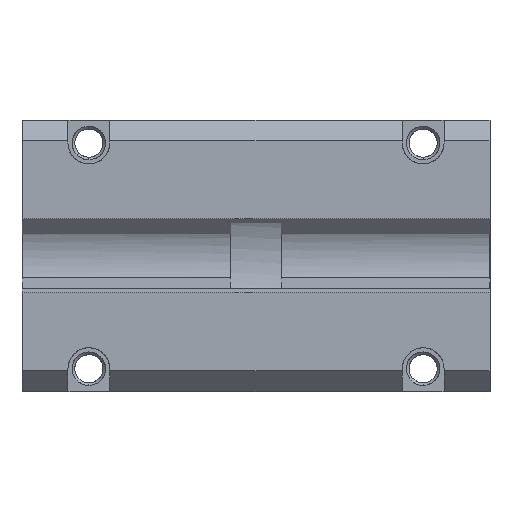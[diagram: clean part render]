
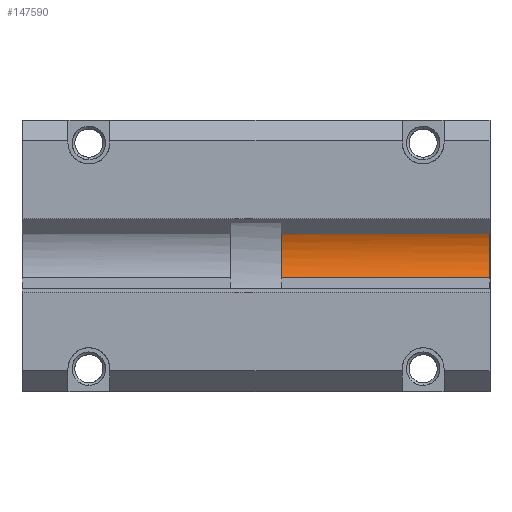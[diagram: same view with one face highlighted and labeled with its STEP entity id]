
A CAD part, top view. The second image highlights one B-rep face of the part: STEP entity #147590.
In plain terms, the highlighted free-form (B-spline) face has degree [3, 1] with [4, 2] control points.
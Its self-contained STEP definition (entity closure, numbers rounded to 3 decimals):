
#147160 = CARTESIAN_POINT ('', (123.999, 40., 50.));
#147170 = VERTEX_POINT ('', #147160);
#147180 = CARTESIAN_POINT ('', (223.999, 40., 50.));
#147190 = VERTEX_POINT ('', #147180);
#147200 = CARTESIAN_POINT ('', (123.999, 40., 50.));
#147210 = CARTESIAN_POINT ('', (223.999, 40., 50.));
#147220 = B_SPLINE_CURVE_WITH_KNOTS ('', 1, (#147200, #147210), .UNSPECIFIED., .F., .U., (2, 2), (0., 1.), .UNSPECIFIED.);
#147230 = EDGE_CURVE ('', #147170, #147190, #147220, .T.);
#147240 = ORIENTED_EDGE ('', *, *, #147230, .T.);
#147250 = CARTESIAN_POINT ('', (223.999, 90., 50.));
#147260 = VERTEX_POINT ('', #147250);
#147270 = CARTESIAN_POINT ('', (223.999, 40., 50.));
#147280 = CARTESIAN_POINT ('', (223.999, 40., 0.));
#147290 = CARTESIAN_POINT ('', (223.999, 90., 0.));
#147300 = CARTESIAN_POINT ('', (223.999, 90., 50.));
#147310 = (
   BOUNDED_CURVE ()
   B_SPLINE_CURVE (3, (#147270, #147280, #147290, #147300), .UNSPECIFIED., .F., .U.)
   B_SPLINE_CURVE_WITH_KNOTS ((4, 4), (0., 1.), .UNSPECIFIED.)
   CURVE ()
   GEOMETRIC_REPRESENTATION_ITEM ()
   RATIONAL_B_SPLINE_CURVE ((1., 0.333, 0.333, 1.))
   REPRESENTATION_ITEM ('')
);
#147320 = EDGE_CURVE ('', #147190, #147260, #147310, .T.);
#147330 = ORIENTED_EDGE ('', *, *, #147320, .T.);
#147340 = CARTESIAN_POINT ('', (123.999, 90., 50.));
#147350 = VERTEX_POINT ('', #147340);
#147360 = CARTESIAN_POINT ('', (223.999, 90., 50.));
#147370 = CARTESIAN_POINT ('', (123.999, 90., 50.));
#147380 = B_SPLINE_CURVE_WITH_KNOTS ('', 1, (#147360, #147370), .UNSPECIFIED., .F., .U., (2, 2), (0., 1.), .UNSPECIFIED.);
#147390 = EDGE_CURVE ('', #147260, #147350, #147380, .T.);
#147400 = ORIENTED_EDGE ('', *, *, #147390, .T.);
#147410 = CARTESIAN_POINT ('', (123.999, 90., 50.));
#147420 = CARTESIAN_POINT ('', (123.999, 90., 0.));
#147430 = CARTESIAN_POINT ('', (123.999, 40., 0.));
#147440 = CARTESIAN_POINT ('', (123.999, 40., 50.));
#147450 = (
   BOUNDED_CURVE ()
   B_SPLINE_CURVE (3, (#147410, #147420, #147430, #147440), .UNSPECIFIED., .F., .U.)
   B_SPLINE_CURVE_WITH_KNOTS ((4, 4), (0., 1.), .UNSPECIFIED.)
   CURVE ()
   GEOMETRIC_REPRESENTATION_ITEM ()
   RATIONAL_B_SPLINE_CURVE ((1., 0.333, 0.333, 1.))
   REPRESENTATION_ITEM ('')
);
#147460 = EDGE_CURVE ('', #147350, #147170, #147450, .T.);
#147470 = ORIENTED_EDGE ('', *, *, #147460, .T.);
#147480 = EDGE_LOOP ('', (#147240, #147330, #147400, #147470));
#147490 = FACE_OUTER_BOUND ('', #147480, .T.);
#147500 = CARTESIAN_POINT ('', (123.999, 90., 50.));
#147510 = CARTESIAN_POINT ('', (223.999, 90., 50.));
#147520 = CARTESIAN_POINT ('', (123.999, 90., 0.));
#147530 = CARTESIAN_POINT ('', (223.999, 90., 0.));
#147540 = CARTESIAN_POINT ('', (123.999, 40., 0.));
#147550 = CARTESIAN_POINT ('', (223.999, 40., 0.));
#147560 = CARTESIAN_POINT ('', (123.999, 40., 50.));
#147570 = CARTESIAN_POINT ('', (223.999, 40., 50.));
#147580 = (
   BOUNDED_SURFACE ()
   B_SPLINE_SURFACE (3, 1, ((#147500, #147510), (#147520, #147530), (#147540, #147550), (#147560, #147570)), .UNSPECIFIED., .F., .F., .U.)
   B_SPLINE_SURFACE_WITH_KNOTS ((4, 4), (2, 2), (0., 1.), (0., 1.), .UNSPECIFIED.)
   SURFACE ()
   GEOMETRIC_REPRESENTATION_ITEM ()
   RATIONAL_B_SPLINE_SURFACE (((1., 1.), (0.333, 0.333), (0.333, 0.333), (1., 1.)))
   REPRESENTATION_ITEM ('')
);
#147590 = ADVANCED_FACE ('', (#147490), #147580, .T.);
